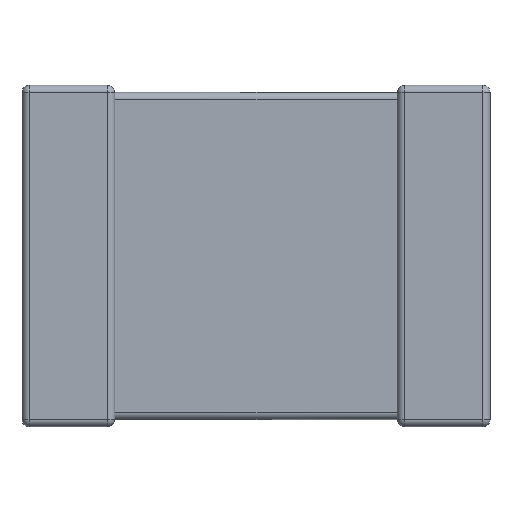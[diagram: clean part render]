
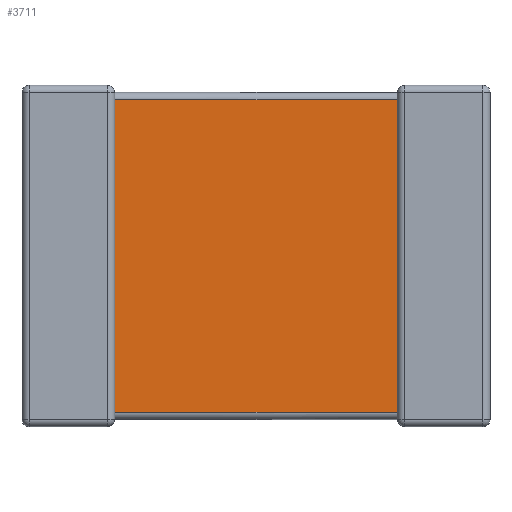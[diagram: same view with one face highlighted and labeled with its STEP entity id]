
A CAD part, front view. The second image highlights one B-rep face of the part: STEP entity #3711.
In plain terms, the highlighted planar face has unit normal (0, -1, 0).
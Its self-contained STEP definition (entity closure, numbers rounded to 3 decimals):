
#148 = CARTESIAN_POINT ( 'NONE',  ( 0.95, 0.073, -3.354 ) ) ;
#304 = ORIENTED_EDGE ( 'NONE', *, *, #1359, .T. ) ;
#385 = VERTEX_POINT ( 'NONE', #148 ) ;
#499 = VERTEX_POINT ( 'NONE', #3322 ) ;
#534 = VECTOR ( 'NONE', #4037, 1000. ) ;
#551 = EDGE_CURVE ( 'NONE', #385, #1885, #3156, .T. ) ;
#616 = ORIENTED_EDGE ( 'NONE', *, *, #1746, .F. ) ;
#876 = CARTESIAN_POINT ( 'NONE',  ( 0.95, 0.073, -0.146 ) ) ;
#962 = LINE ( 'NONE', #876, #534 ) ;
#991 = CARTESIAN_POINT ( 'NONE',  ( 0.95, 0.073, -3.5 ) ) ;
#1359 = EDGE_CURVE ( 'NONE', #1885, #499, #2922, .T. ) ;
#1473 = CARTESIAN_POINT ( 'NONE',  ( 3.85, 0.073, -3.354 ) ) ;
#1495 = CARTESIAN_POINT ( 'NONE',  ( 0.95, 0.073, -3.5 ) ) ;
#1567 = CARTESIAN_POINT ( 'NONE',  ( 0.95, 0.073, -0.146 ) ) ;
#1716 = LINE ( 'NONE', #991, #1884 ) ;
#1746 = EDGE_CURVE ( 'NONE', #385, #4439, #1716, .T. ) ;
#1878 = DIRECTION ( 'NONE',  ( 0., 0., 1. ) ) ;
#1884 = VECTOR ( 'NONE', #3796, 1000. ) ;
#1885 = VERTEX_POINT ( 'NONE', #1473 ) ;
#2213 = VECTOR ( 'NONE', #3064, 1000. ) ;
#2270 = DIRECTION ( 'NONE',  ( 0., 0., -1. ) ) ;
#2341 = CARTESIAN_POINT ( 'NONE',  ( 3.85, 0.073, -3.354 ) ) ;
#2431 = VECTOR ( 'NONE', #1878, 1000. ) ;
#2542 = PLANE ( 'NONE',  #2924 ) ;
#2922 = LINE ( 'NONE', #3939, #2431 ) ;
#2924 = AXIS2_PLACEMENT_3D ( 'NONE', #1495, #4336, #2270 ) ;
#3064 = DIRECTION ( 'NONE',  ( 1., 0., 0. ) ) ;
#3156 = LINE ( 'NONE', #2341, #2213 ) ;
#3322 = CARTESIAN_POINT ( 'NONE',  ( 3.85, 0.073, -0.146 ) ) ;
#3394 = FACE_OUTER_BOUND ( 'NONE', #3911, .T. ) ;
#3711 = ADVANCED_FACE ( 'NONE', ( #3394 ), #2542, .T. ) ;
#3733 = ORIENTED_EDGE ( 'NONE', *, *, #551, .T. ) ;
#3796 = DIRECTION ( 'NONE',  ( 0., 0., 1. ) ) ;
#3839 = ORIENTED_EDGE ( 'NONE', *, *, #4537, .T. ) ;
#3911 = EDGE_LOOP ( 'NONE', ( #616, #3733, #304, #3839 ) ) ;
#3939 = CARTESIAN_POINT ( 'NONE',  ( 3.85, 0.073, -3.5 ) ) ;
#4037 = DIRECTION ( 'NONE',  ( -1., 0., 0. ) ) ;
#4336 = DIRECTION ( 'NONE',  ( 0., -1., 0. ) ) ;
#4439 = VERTEX_POINT ( 'NONE', #1567 ) ;
#4537 = EDGE_CURVE ( 'NONE', #499, #4439, #962, .T. ) ;
